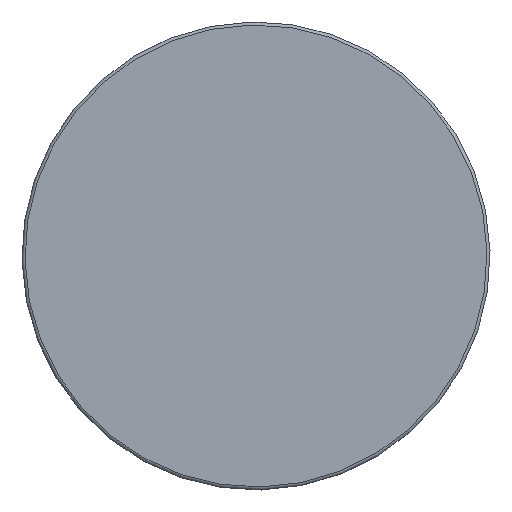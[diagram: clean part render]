
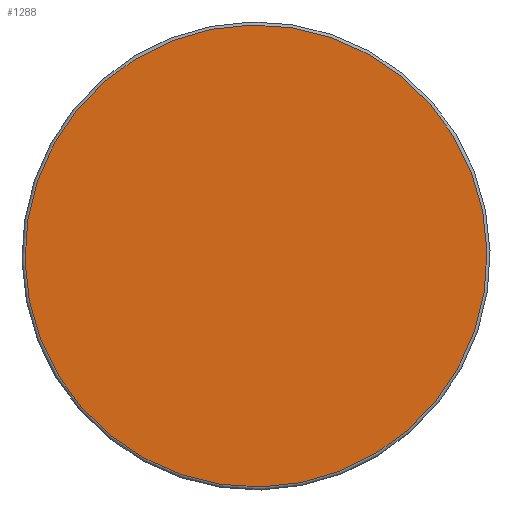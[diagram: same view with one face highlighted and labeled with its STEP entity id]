
A CAD part, front view. The second image highlights one B-rep face of the part: STEP entity #1288.
In plain terms, the highlighted planar face has unit normal (0, -1, 0).
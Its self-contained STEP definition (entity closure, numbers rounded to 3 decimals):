
#85=PLANE('',#1426);
#157=FACE_OUTER_BOUND('',#243,.T.);
#243=EDGE_LOOP('',(#952,#953));
#426=CIRCLE('',#1427,84.632);
#427=CIRCLE('',#1428,84.632);
#542=VERTEX_POINT('',#12684);
#543=VERTEX_POINT('',#12685);
#692=EDGE_CURVE('',#542,#543,#426,.T.);
#693=EDGE_CURVE('',#543,#542,#427,.T.);
#952=ORIENTED_EDGE('',*,*,#692,.T.);
#953=ORIENTED_EDGE('',*,*,#693,.T.);
#1288=ADVANCED_FACE('',(#157),#85,.T.);
#1426=AXIS2_PLACEMENT_3D('',#12683,#1695,#1696);
#1427=AXIS2_PLACEMENT_3D('',#12686,#1697,#1698);
#1428=AXIS2_PLACEMENT_3D('',#12687,#1699,#1700);
#1695=DIRECTION('center_axis',(0.,-1.,0.));
#1696=DIRECTION('ref_axis',(-0.152,0.,-0.988));
#1697=DIRECTION('center_axis',(0.,-1.,0.));
#1698=DIRECTION('ref_axis',(0.988,0.,-0.152));
#1699=DIRECTION('center_axis',(0.,-1.,0.));
#1700=DIRECTION('ref_axis',(0.988,0.,-0.152));
#12683=CARTESIAN_POINT('Origin',(0.,0.,
0.));
#12684=CARTESIAN_POINT('',(83.649,0.,-12.865));
#12685=CARTESIAN_POINT('',(12.865,0.,83.649));
#12686=CARTESIAN_POINT('Origin',(0.,0.,
0.));
#12687=CARTESIAN_POINT('Origin',(0.,0.,
0.));
